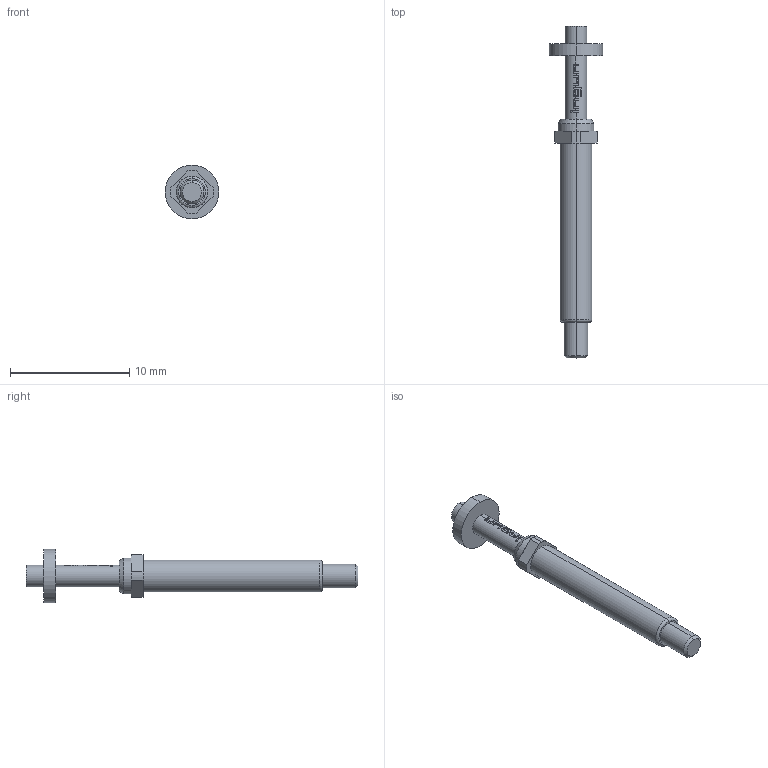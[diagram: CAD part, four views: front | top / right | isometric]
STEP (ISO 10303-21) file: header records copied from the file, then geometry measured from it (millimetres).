
FILE_DESCRIPTION (( 'STEP AP203' ), '1' );
FILE_NAME ('INGUN_T-113_302_180_150_450Axx02M.STEP', '2020-08-03T05:44:57', ( '' ), ( '' ), 'SwSTEP 2.0', 'SolidWorks 2018', '' );
FILE_SCHEMA (( 'CONFIG_CONTROL_DESIGN' ));
Length unit declared in the file: millimetre
Products named in the file (1): INGUN_T-113_302_180_150_450Axx02M
Bounding box: 4.5 x 27.8 x 4.5 mm (x, y, z)
Volume: 140.4 mm3; surface area: 257.5 mm2
Topology: 1 solids, 1 shells, 107 faces, 288 edges, 190 vertices
Faces by surface type: bspline 62, cylinder 27, plane 12, cone 4, torus 2
Entity records: 4778 total; most frequent: CARTESIAN_POINT 2565, ORIENTED_EDGE 576, EDGE_CURVE 288, DIRECTION 218, B_SPLINE_CURVE_WITH_KNOTS 204, VERTEX_POINT 190, EDGE_LOOP 114, FACE_OUTER_BOUND 107
